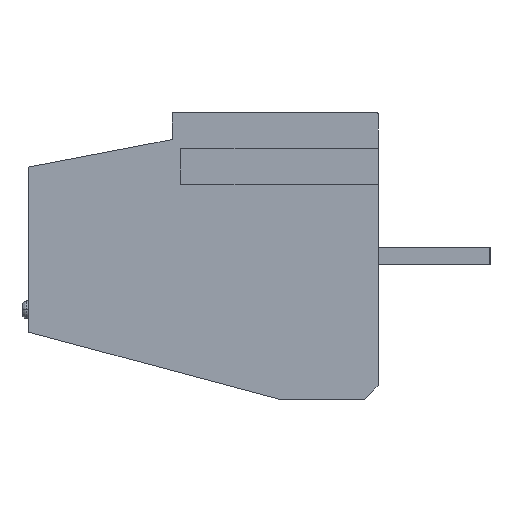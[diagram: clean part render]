
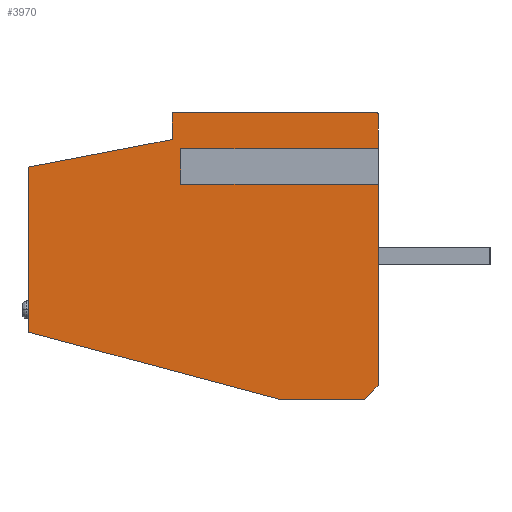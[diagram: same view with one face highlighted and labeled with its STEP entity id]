
A CAD part, left-side view. The second image highlights one B-rep face of the part: STEP entity #3970.
In plain terms, the highlighted planar face has unit normal (-1, 0, 0).
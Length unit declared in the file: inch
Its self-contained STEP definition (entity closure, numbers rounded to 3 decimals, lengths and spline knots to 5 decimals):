
#1=DIRECTION('',(0.,1.,0.));
#2=VECTOR('',#1,0.22);
#3=CARTESIAN_POINT('',(-0.6,0.,0.28));
#4=LINE('',#3,#2);
#5=DIRECTION('',(0.,0.,-1.));
#6=VECTOR('',#5,0.04);
#7=CARTESIAN_POINT('',(-0.6,0.22,0.28));
#8=LINE('',#7,#6);
#9=DIRECTION('',(0.,1.,0.));
#10=VECTOR('',#9,0.22);
#11=CARTESIAN_POINT('',(-0.6,0.,0.24));
#12=LINE('',#11,#10);
#13=DIRECTION('',(0.,0.,-1.));
#14=VECTOR('',#13,0.225);
#15=CARTESIAN_POINT('',(-0.6,0.,0.24));
#16=LINE('',#15,#14);
#17=DIRECTION('',(0.,-0.707,0.707));
#18=VECTOR('',#17,0.02121);
#19=CARTESIAN_POINT('',(-0.6,0.015,0.));
#20=LINE('',#19,#18);
#21=DIRECTION('',(0.,1.,0.));
#22=VECTOR('',#21,0.095);
#23=CARTESIAN_POINT('',(-0.6,0.015,0.));
#24=LINE('',#23,#22);
#25=DIRECTION('',(0.,0.966,0.259));
#26=VECTOR('',#25,0.28987);
#27=CARTESIAN_POINT('',(-0.6,0.11,0.));
#28=LINE('',#27,#26);
#29=DIRECTION('',(0.,0.,1.));
#30=VECTOR('',#29,0.18423);
#31=CARTESIAN_POINT('',(-0.6,0.39,0.075));
#32=LINE('',#31,#30);
#33=DIRECTION('',(0.,0.,1.));
#34=VECTOR('',#33,0.03);
#35=CARTESIAN_POINT('',(-0.6,0.23,0.29));
#36=LINE('',#35,#34);
#37=DIRECTION('',(0.,-1.,0.));
#38=VECTOR('',#37,0.229);
#39=CARTESIAN_POINT('',(-0.6,0.23,0.32));
#40=LINE('',#39,#38);
#41=CARTESIAN_POINT('',(-0.6,0.001,0.319));
#42=DIRECTION('',(-1.,0.,0.));
#43=DIRECTION('',(0.,-1.,0.));
#44=AXIS2_PLACEMENT_3D('',#41,#42,#43);
#46=DIRECTION('',(0.,0.,-1.));
#47=VECTOR('',#46,0.039);
#48=CARTESIAN_POINT('',(-0.6,0.,0.319));
#49=LINE('',#48,#47);
#2523=DIRECTION('',(0.,0.982,-0.189));
#2524=VECTOR('',#2523,0.16293);
#2525=CARTESIAN_POINT('',(-0.6,0.23,0.29));
#2526=LINE('',#2525,#2524);
#3151=CARTESIAN_POINT('',(-0.6,0.11,0.));
#3152=CARTESIAN_POINT('',(-0.6,0.39,0.075));
#3153=VERTEX_POINT('',#3151);
#3154=VERTEX_POINT('',#3152);
#3159=CARTESIAN_POINT('',(-0.6,0.23,0.29));
#3160=CARTESIAN_POINT('',(-0.6,0.23,0.32));
#3161=VERTEX_POINT('',#3159);
#3162=VERTEX_POINT('',#3160);
#3291=CARTESIAN_POINT('',(-0.6,0.015,0.));
#3292=CARTESIAN_POINT('',(-0.6,0.,0.015));
#3293=VERTEX_POINT('',#3291);
#3294=VERTEX_POINT('',#3292);
#3297=CARTESIAN_POINT('',(-0.6,0.,0.319));
#3298=CARTESIAN_POINT('',(-0.6,0.001,0.32));
#3299=VERTEX_POINT('',#3297);
#3300=VERTEX_POINT('',#3298);
#3325=CARTESIAN_POINT('',(-0.6,0.39,0.25923));
#3327=VERTEX_POINT('',#3325);
#3339=CARTESIAN_POINT('',(-0.6,0.,0.28));
#3340=CARTESIAN_POINT('',(-0.6,0.22,0.28));
#3341=VERTEX_POINT('',#3339);
#3342=VERTEX_POINT('',#3340);
#3343=CARTESIAN_POINT('',(-0.6,0.22,0.24));
#3344=VERTEX_POINT('',#3343);
#3345=CARTESIAN_POINT('',(-0.6,0.,0.24));
#3346=VERTEX_POINT('',#3345);
#3937=CARTESIAN_POINT('',(-0.6,0.,0.));
#3938=DIRECTION('',(1.,0.,0.));
#3939=DIRECTION('',(0.,0.,-1.));
#3940=AXIS2_PLACEMENT_3D('',#3937,#3938,#3939);
#3941=PLANE('',#3940);
#3943=ORIENTED_EDGE('',*,*,#3942,.T.);
#3945=ORIENTED_EDGE('',*,*,#3944,.T.);
#3947=ORIENTED_EDGE('',*,*,#3946,.F.);
#3949=ORIENTED_EDGE('',*,*,#3948,.T.);
#3951=ORIENTED_EDGE('',*,*,#3950,.F.);
#3953=ORIENTED_EDGE('',*,*,#3952,.T.);
#3955=ORIENTED_EDGE('',*,*,#3954,.T.);
#3957=ORIENTED_EDGE('',*,*,#3956,.T.);
#3959=ORIENTED_EDGE('',*,*,#3958,.F.);
#3961=ORIENTED_EDGE('',*,*,#3960,.T.);
#3963=ORIENTED_EDGE('',*,*,#3962,.T.);
#3965=ORIENTED_EDGE('',*,*,#3964,.F.);
#3967=ORIENTED_EDGE('',*,*,#3966,.T.);
#3968=EDGE_LOOP('',(#3943,#3945,#3947,#3949,#3951,#3953,#3955,#3957,#3959,#3961,
#3963,#3965,#3967));
#3969=FACE_OUTER_BOUND('',#3968,.F.);
#3970=ADVANCED_FACE('',(#3969),#3941,.F.);
#45=CIRCLE('',#44,0.001);
#3942=EDGE_CURVE('',#3341,#3342,#4,.T.);
#3944=EDGE_CURVE('',#3342,#3344,#8,.T.);
#3946=EDGE_CURVE('',#3346,#3344,#12,.T.);
#3948=EDGE_CURVE('',#3346,#3294,#16,.T.);
#3950=EDGE_CURVE('',#3293,#3294,#20,.T.);
#3952=EDGE_CURVE('',#3293,#3153,#24,.T.);
#3954=EDGE_CURVE('',#3153,#3154,#28,.T.);
#3956=EDGE_CURVE('',#3154,#3327,#32,.T.);
#3958=EDGE_CURVE('',#3161,#3327,#2526,.T.);
#3960=EDGE_CURVE('',#3161,#3162,#36,.T.);
#3962=EDGE_CURVE('',#3162,#3300,#40,.T.);
#3964=EDGE_CURVE('',#3299,#3300,#45,.T.);
#3966=EDGE_CURVE('',#3299,#3341,#49,.T.);
